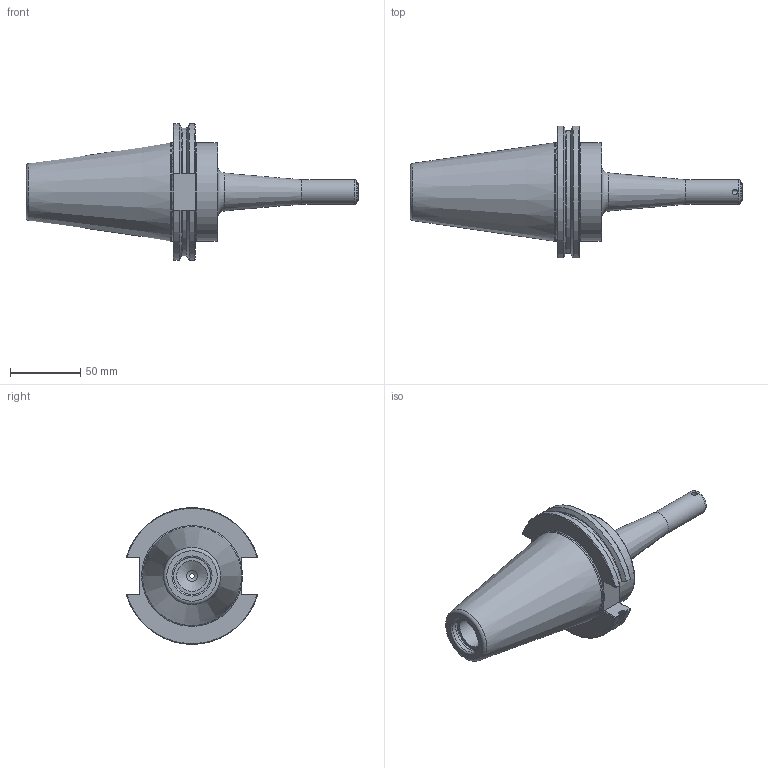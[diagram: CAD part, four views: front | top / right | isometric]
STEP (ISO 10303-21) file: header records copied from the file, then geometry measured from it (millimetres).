
FILE_DESCRIPTION(/* description */ (''),/* implementation_level */ '2;1');
FILE_NAME(/* name */ 'CAT50-EM012-0531.stp',/* time_stamp */ '2019-07-16T14:28:53-05:00',/* author */ ('ldfli'),/* organization */ (''),/* preprocessor_version */ 'ST-DEVELOPER v18',/* originating_system */ 'Autodesk Inventor LT',/* authorisation */ '');
FILE_SCHEMA (('AUTOMOTIVE_DESIGN { 1 0 10303 214 3 1 1 }'));
Length unit declared in the file: millimetre
Products named in the file (1): CAT50-EM012-0531
Bounding box: 236.49 x 93.8 x 97.14 mm (x, y, z)
Volume: 405172.4 mm3; surface area: 56296.6 mm2
Topology: 1 solids, 1 shells, 77 faces, 239 edges, 166 vertices
Faces by surface type: plane 30, cone 16, cylinder 16, torus 15
Full cylindrical faces by diameter (mm): 3.175 x1, 3.962 x1, 8 x1, 10 x1, 17.526 x1, 21.971 x1, 26.2 x1, 26.7 x1, 69.849 x1, 70.199 x1
Entity records: 2898 total; most frequent: CARTESIAN_POINT 722, ORIENTED_EDGE 478, DIRECTION 454, EDGE_CURVE 239, AXIS2_PLACEMENT_3D 187, VERTEX_POINT 166, CIRCLE 109, EDGE_LOOP 83
